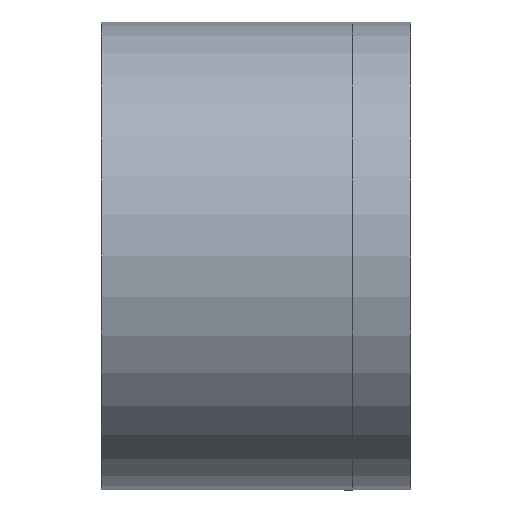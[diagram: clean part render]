
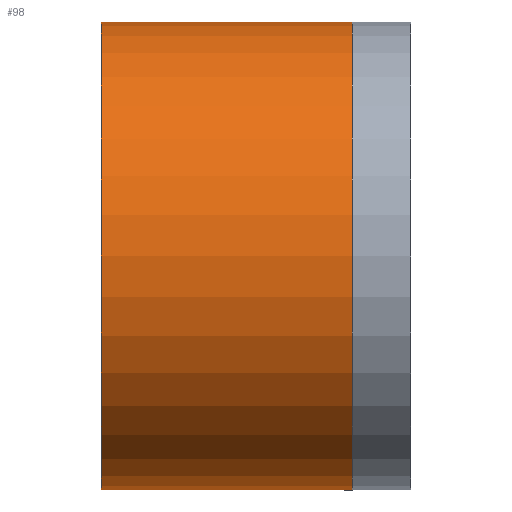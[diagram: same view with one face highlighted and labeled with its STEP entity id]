
A CAD part, front view. The second image highlights one B-rep face of the part: STEP entity #98.
In plain terms, the highlighted cylindrical face has radius 12.5 mm (diameter 25 mm), a partial arc.
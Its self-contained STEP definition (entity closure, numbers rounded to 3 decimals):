
#10 = DIRECTION ( 'NONE',  ( -1., 0., 0. ) ) ;
#15 = DIRECTION ( 'NONE',  ( -1., 0., 0. ) ) ;
#20 = DIRECTION ( 'NONE',  ( 0., 0., 1. ) ) ;
#21 = VERTEX_POINT ( 'NONE', #57 ) ;
#22 = VERTEX_POINT ( 'NONE', #59 ) ;
#24 = CARTESIAN_POINT ( 'NONE',  ( -0.816, 0., -12.5 ) ) ;
#33 = CARTESIAN_POINT ( 'NONE',  ( 226.864, 0., 12.5 ) ) ;
#39 = CARTESIAN_POINT ( 'NONE',  ( -0.816, 0., 12.5 ) ) ;
#44 = VERTEX_POINT ( 'NONE', #208 ) ;
#56 = ORIENTED_EDGE ( 'NONE', *, *, #163, .F. ) ;
#57 = CARTESIAN_POINT ( 'NONE',  ( 240.29, 0., 12.5 ) ) ;
#59 = CARTESIAN_POINT ( 'NONE',  ( 226.864, 0., -12.5 ) ) ;
#61 = DIRECTION ( 'NONE',  ( 0., 0., 1. ) ) ;
#77 = LINE ( 'NONE', #39, #245 ) ;
#94 = EDGE_LOOP ( 'NONE', ( #141, #222, #120, #56 ) ) ;
#98 = ADVANCED_FACE ( 'NONE', ( #254 ), #144, .T. ) ;
#109 = CARTESIAN_POINT ( 'NONE',  ( -0.816, 0., 0. ) ) ;
#116 = EDGE_CURVE ( 'NONE', #44, #22, #228, .T. ) ;
#120 = ORIENTED_EDGE ( 'NONE', *, *, #298, .T. ) ;
#124 = VECTOR ( 'NONE', #311, 1000. ) ;
#140 = DIRECTION ( 'NONE',  ( 0., 0., 1. ) ) ;
#141 = ORIENTED_EDGE ( 'NONE', *, *, #116, .F. ) ;
#144 = CYLINDRICAL_SURFACE ( 'NONE', #210, 12.5 ) ;
#163 = EDGE_CURVE ( 'NONE', #22, #332, #343, .T. ) ;
#206 = DIRECTION ( 'NONE',  ( -1., 0., 0. ) ) ;
#208 = CARTESIAN_POINT ( 'NONE',  ( 240.29, 0., -12.5 ) ) ;
#210 = AXIS2_PLACEMENT_3D ( 'NONE', #109, #219, #20 ) ;
#219 = DIRECTION ( 'NONE',  ( -1., 0., 0. ) ) ;
#222 = ORIENTED_EDGE ( 'NONE', *, *, #270, .T. ) ;
#223 = AXIS2_PLACEMENT_3D ( 'NONE', #283, #206, #140 ) ;
#228 = LINE ( 'NONE', #24, #124 ) ;
#245 = VECTOR ( 'NONE', #10, 1000. ) ;
#254 = FACE_OUTER_BOUND ( 'NONE', #94, .T. ) ;
#258 = CIRCLE ( 'NONE', #223, 12.5 ) ;
#270 = EDGE_CURVE ( 'NONE', #44, #21, #258, .T. ) ;
#283 = CARTESIAN_POINT ( 'NONE',  ( 240.29, 0., 0. ) ) ;
#293 = AXIS2_PLACEMENT_3D ( 'NONE', #344, #15, #61 ) ;
#298 = EDGE_CURVE ( 'NONE', #21, #332, #77, .T. ) ;
#311 = DIRECTION ( 'NONE',  ( -1., 0., 0. ) ) ;
#332 = VERTEX_POINT ( 'NONE', #33 ) ;
#343 = CIRCLE ( 'NONE', #293, 12.5 ) ;
#344 = CARTESIAN_POINT ( 'NONE',  ( 226.864, 0., 0. ) ) ;
